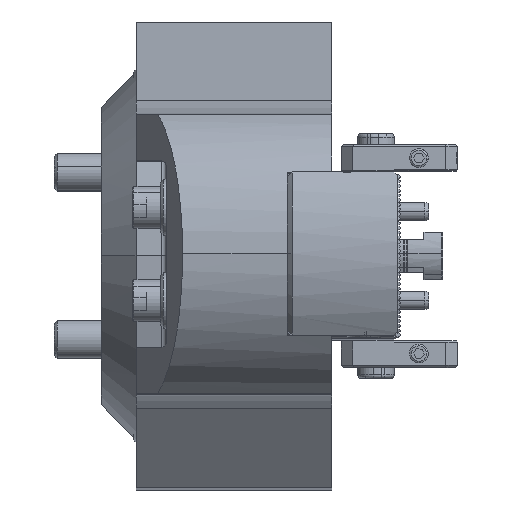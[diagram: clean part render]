
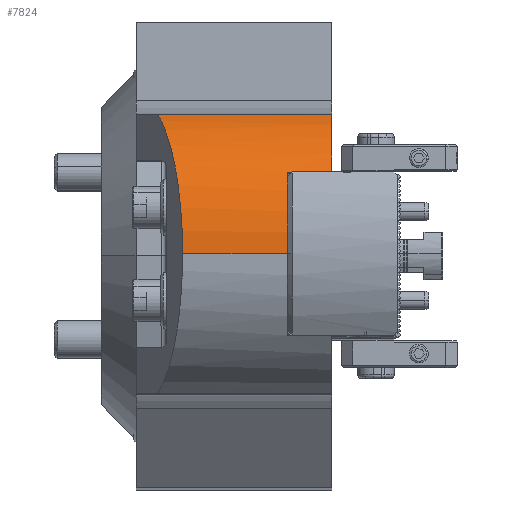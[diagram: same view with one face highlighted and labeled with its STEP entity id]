
A CAD part, top view. The second image highlights one B-rep face of the part: STEP entity #7824.
In plain terms, the highlighted cylindrical face has radius 65 mm (diameter 130 mm), a partial arc.
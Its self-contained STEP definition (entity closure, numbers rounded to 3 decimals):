
#1109 = DIRECTION ( 'NONE',  ( -1., 0., 0. ) ) ;
#2413 = ORIENTED_EDGE ( 'NONE', *, *, #34084, .F. ) ;
#2487 = EDGE_CURVE ( 'NONE', #3651, #18124, #15398, .T. ) ;
#2500 = LINE ( 'NONE', #36003, #16629 ) ;
#3385 = CARTESIAN_POINT ( 'NONE',  ( 35., 27.068, 540. ) ) ;
#3651 = VERTEX_POINT ( 'NONE', #15556 ) ;
#4720 = DIRECTION ( 'NONE',  ( -1., 0., 0. ) ) ;
#7824 = ADVANCED_FACE ( 'NONE', ( #36391 ), #20422, .T. ) ;
#7949 = CARTESIAN_POINT ( 'NONE',  ( 99., 0., 475. ) ) ;
#8943 = DIRECTION ( 'NONE',  ( 1., 0., 0. ) ) ;
#8979 = AXIS2_PLACEMENT_3D ( 'NONE', #22631, #4720, #25630 ) ;
#8984 = ORIENTED_EDGE ( 'NONE', *, *, #31283, .F. ) ;
#9495 = DIRECTION ( 'NONE',  ( -1., 0., 0. ) ) ;
#9778 = CARTESIAN_POINT ( 'NONE',  ( 80., 35., 529.772 ) ) ;
#10703 = CIRCLE ( 'NONE', #8979, 65. ) ;
#12094 = ORIENTED_EDGE ( 'NONE', *, *, #2487, .F. ) ;
#12165 = VECTOR ( 'NONE', #1109, 1000. ) ;
#12335 = CARTESIAN_POINT ( 'NONE',  ( 35., 0., 540. ) ) ;
#13246 = CARTESIAN_POINT ( 'NONE',  ( 80., 0., 540. ) ) ;
#13584 = VERTEX_POINT ( 'NONE', #13246 ) ;
#14259 = CARTESIAN_POINT ( 'NONE',  ( 99., 60., 500. ) ) ;
#14476 = CIRCLE ( 'NONE', #17847, 65. ) ;
#15398 =( BOUNDED_CURVE ( )  B_SPLINE_CURVE ( 3, ( #12335, #3385, #21309, #24327 ),
 .UNSPECIFIED., .F., .T. ) 
 B_SPLINE_CURVE_WITH_KNOTS ( ( 4, 4 ),
 ( 3.142, 4.318 ),
 .UNSPECIFIED. ) 
 CURVE ( )  GEOMETRIC_REPRESENTATION_ITEM ( )  RATIONAL_B_SPLINE_CURVE ( ( 1., 0.888, 0.888, 1. ) ) 
 REPRESENTATION_ITEM ( '' )  );
#15556 = CARTESIAN_POINT ( 'NONE',  ( 35., 0., 540. ) ) ;
#16123 = CARTESIAN_POINT ( 'NONE',  ( 99., 35., 529.772 ) ) ;
#16468 = EDGE_CURVE ( 'NONE', #27473, #18124, #27111, .T. ) ;
#16629 = VECTOR ( 'NONE', #24280, 1000. ) ;
#16884 = DIRECTION ( 'NONE',  ( -1., 0., 0. ) ) ;
#17306 = ORIENTED_EDGE ( 'NONE', *, *, #30480, .T. ) ;
#17847 = AXIS2_PLACEMENT_3D ( 'NONE', #26851, #8943, #29867 ) ;
#18124 = VERTEX_POINT ( 'NONE', #29523 ) ;
#19104 = CARTESIAN_POINT ( 'NONE',  ( 99., 60., 500. ) ) ;
#19657 = VERTEX_POINT ( 'NONE', #16123 ) ;
#20033 = ORIENTED_EDGE ( 'NONE', *, *, #21421, .F. ) ;
#20142 = AXIS2_PLACEMENT_3D ( 'NONE', #7949, #16884, #28867 ) ;
#20422 = CYLINDRICAL_SURFACE ( 'NONE', #20142, 65. ) ;
#21309 = CARTESIAN_POINT ( 'NONE',  ( 30.977, 49.589, 524.986 ) ) ;
#21421 = EDGE_CURVE ( 'NONE', #13584, #3651, #2500, .T. ) ;
#22631 = CARTESIAN_POINT ( 'NONE',  ( 80., 0., 475. ) ) ;
#24280 = DIRECTION ( 'NONE',  ( -1., 0., 0. ) ) ;
#24327 = CARTESIAN_POINT ( 'NONE',  ( 24.282, 60., 500. ) ) ;
#25630 = DIRECTION ( 'NONE',  ( 0., 0., 1. ) ) ;
#26360 = ORIENTED_EDGE ( 'NONE', *, *, #16468, .T. ) ;
#26851 = CARTESIAN_POINT ( 'NONE',  ( 99., 0., 475. ) ) ;
#27111 = LINE ( 'NONE', #19104, #12165 ) ;
#27473 = VERTEX_POINT ( 'NONE', #14259 ) ;
#27952 = LINE ( 'NONE', #30299, #35965 ) ;
#28867 = DIRECTION ( 'NONE',  ( 0., 0., 1. ) ) ;
#29523 = CARTESIAN_POINT ( 'NONE',  ( 24.282, 60., 500. ) ) ;
#29867 = DIRECTION ( 'NONE',  ( 0., 0., -1. ) ) ;
#30299 = CARTESIAN_POINT ( 'NONE',  ( 99., 35., 529.772 ) ) ;
#30480 = EDGE_CURVE ( 'NONE', #13584, #32405, #10703, .T. ) ;
#31283 = EDGE_CURVE ( 'NONE', #19657, #32405, #27952, .T. ) ;
#31541 = EDGE_LOOP ( 'NONE', ( #20033, #17306, #8984, #2413, #26360, #12094 ) ) ;
#32405 = VERTEX_POINT ( 'NONE', #9778 ) ;
#34084 = EDGE_CURVE ( 'NONE', #27473, #19657, #14476, .T. ) ;
#35965 = VECTOR ( 'NONE', #9495, 1000. ) ;
#36003 = CARTESIAN_POINT ( 'NONE',  ( 99., 0., 540. ) ) ;
#36391 = FACE_OUTER_BOUND ( 'NONE', #31541, .T. ) ;
